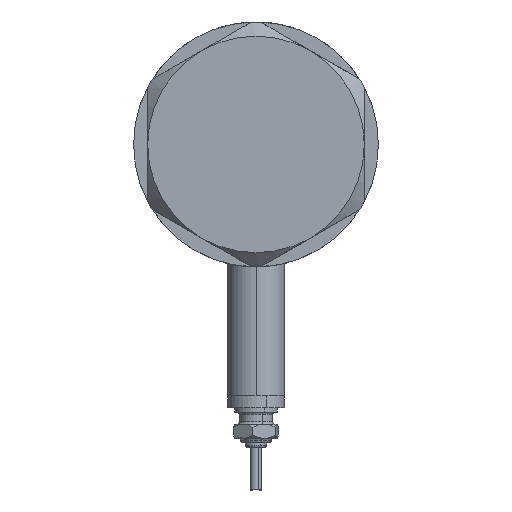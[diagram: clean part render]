
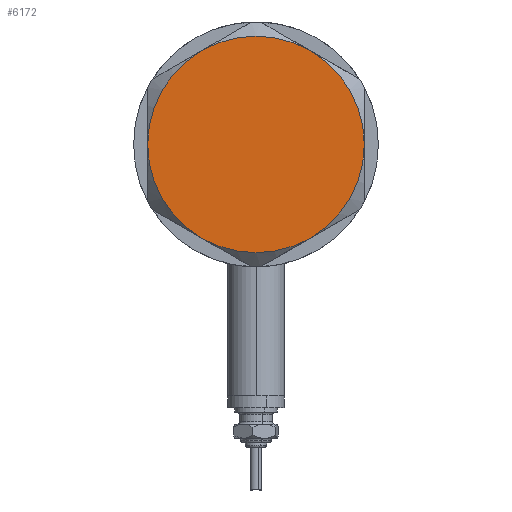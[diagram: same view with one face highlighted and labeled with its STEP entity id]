
A CAD part, left-side view. The second image highlights one B-rep face of the part: STEP entity #6172.
In plain terms, the highlighted face is planar.
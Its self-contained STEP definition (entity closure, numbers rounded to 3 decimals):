
#18 = ORIENTED_EDGE ( 'NONE', *, *, #3217, .T. ) ;
#53 = DIRECTION ( 'NONE',  ( 1., 0., 0. ) ) ;
#346 = CIRCLE ( 'NONE', #3918, 23. ) ;
#579 = DIRECTION ( 'NONE',  ( 1., 0., 0. ) ) ;
#594 = PLANE ( 'NONE',  #3883 ) ;
#643 = CARTESIAN_POINT ( 'NONE',  ( -11.5, -19.919, 9. ) ) ;
#913 = CIRCLE ( 'NONE', #4483, 23. ) ;
#928 = CARTESIAN_POINT ( 'NONE',  ( 0., 0., 9. ) ) ;
#940 = ORIENTED_EDGE ( 'NONE', *, *, #5477, .T. ) ;
#1339 = ORIENTED_EDGE ( 'NONE', *, *, #4873, .T. ) ;
#1569 = EDGE_CURVE ( 'NONE', #6094, #1862, #346, .T. ) ;
#1610 = CARTESIAN_POINT ( 'NONE',  ( 0., 0., 9. ) ) ;
#1704 = CARTESIAN_POINT ( 'NONE',  ( -23., 0., 9. ) ) ;
#1732 = EDGE_CURVE ( 'NONE', #3156, #2411, #2723, .T. ) ;
#1738 = EDGE_LOOP ( 'NONE', ( #2852, #4333, #1339, #3968, #18, #940 ) ) ;
#1862 = VERTEX_POINT ( 'NONE', #1704 ) ;
#2155 = CARTESIAN_POINT ( 'NONE',  ( 0., 0., 9. ) ) ;
#2238 = CIRCLE ( 'NONE', #5073, 23. ) ;
#2396 = DIRECTION ( 'NONE',  ( 1., 0., 0. ) ) ;
#2411 = VERTEX_POINT ( 'NONE', #5330 ) ;
#2643 = DIRECTION ( 'NONE',  ( 0., 0., 1. ) ) ;
#2652 = CARTESIAN_POINT ( 'NONE',  ( 11.5, -19.919, 9. ) ) ;
#2685 = AXIS2_PLACEMENT_3D ( 'NONE', #928, #6233, #3405 ) ;
#2723 = CIRCLE ( 'NONE', #5050, 23. ) ;
#2802 = DIRECTION ( 'NONE',  ( 1., 0., 0. ) ) ;
#2852 = ORIENTED_EDGE ( 'NONE', *, *, #1732, .T. ) ;
#2861 = DIRECTION ( 'NONE',  ( 0., 0., 1. ) ) ;
#2866 = CARTESIAN_POINT ( 'NONE',  ( 11.5, 19.919, 9. ) ) ;
#3156 = VERTEX_POINT ( 'NONE', #2652 ) ;
#3217 = EDGE_CURVE ( 'NONE', #1862, #5402, #2238, .T. ) ;
#3319 = DIRECTION ( 'NONE',  ( 1., 0., 0. ) ) ;
#3347 = CARTESIAN_POINT ( 'NONE',  ( 0., 0., 9. ) ) ;
#3366 = VERTEX_POINT ( 'NONE', #2866 ) ;
#3405 = DIRECTION ( 'NONE',  ( 1., 0., 0. ) ) ;
#3660 = CARTESIAN_POINT ( 'NONE',  ( 0., 0., 9. ) ) ;
#3790 = DIRECTION ( 'NONE',  ( 0., 0., 1. ) ) ;
#3812 = CARTESIAN_POINT ( 'NONE',  ( -11.5, 19.919, 9. ) ) ;
#3883 = AXIS2_PLACEMENT_3D ( 'NONE', #2155, #2643, #4026 ) ;
#3918 = AXIS2_PLACEMENT_3D ( 'NONE', #5287, #3790, #2396 ) ;
#3968 = ORIENTED_EDGE ( 'NONE', *, *, #1569, .T. ) ;
#3973 = CARTESIAN_POINT ( 'NONE',  ( 0., 0., 9. ) ) ;
#3986 = CIRCLE ( 'NONE', #2685, 23. ) ;
#4026 = DIRECTION ( 'NONE',  ( 1., 0., 0. ) ) ;
#4333 = ORIENTED_EDGE ( 'NONE', *, *, #6088, .T. ) ;
#4393 = CIRCLE ( 'NONE', #6125, 23. ) ;
#4483 = AXIS2_PLACEMENT_3D ( 'NONE', #3347, #2861, #2802 ) ;
#4508 = DIRECTION ( 'NONE',  ( 0., 0., 1. ) ) ;
#4873 = EDGE_CURVE ( 'NONE', #3366, #6094, #913, .T. ) ;
#5050 = AXIS2_PLACEMENT_3D ( 'NONE', #1610, #4508, #53 ) ;
#5073 = AXIS2_PLACEMENT_3D ( 'NONE', #3660, #5603, #3319 ) ;
#5287 = CARTESIAN_POINT ( 'NONE',  ( 0., 0., 9. ) ) ;
#5330 = CARTESIAN_POINT ( 'NONE',  ( 23., 0., 9. ) ) ;
#5402 = VERTEX_POINT ( 'NONE', #643 ) ;
#5477 = EDGE_CURVE ( 'NONE', #5402, #3156, #4393, .T. ) ;
#5603 = DIRECTION ( 'NONE',  ( 0., 0., 1. ) ) ;
#5923 = DIRECTION ( 'NONE',  ( 0., 0., 1. ) ) ;
#6008 = FACE_OUTER_BOUND ( 'NONE', #1738, .T. ) ;
#6088 = EDGE_CURVE ( 'NONE', #2411, #3366, #3986, .T. ) ;
#6094 = VERTEX_POINT ( 'NONE', #3812 ) ;
#6125 = AXIS2_PLACEMENT_3D ( 'NONE', #3973, #5923, #579 ) ;
#6172 = ADVANCED_FACE ( 'NONE', ( #6008 ), #594, .T. ) ;
#6233 = DIRECTION ( 'NONE',  ( 0., 0., 1. ) ) ;
